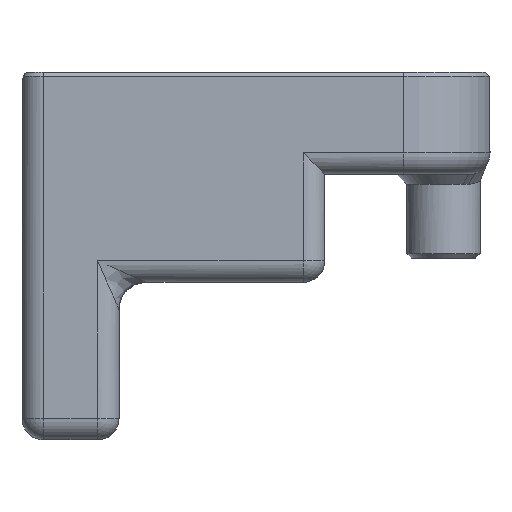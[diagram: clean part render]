
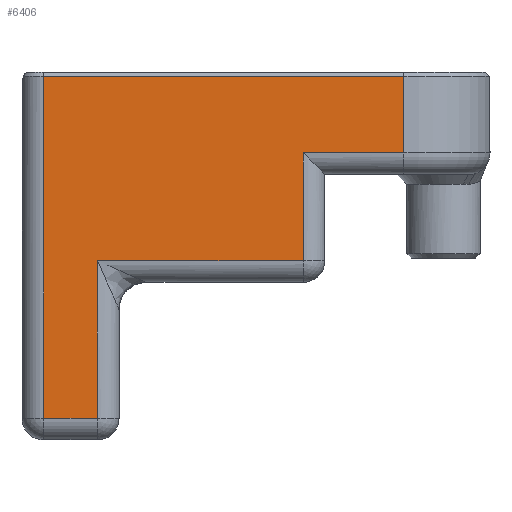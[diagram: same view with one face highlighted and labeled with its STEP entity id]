
A CAD part, left-side view. The second image highlights one B-rep face of the part: STEP entity #6406.
In plain terms, the highlighted planar face has unit normal (-1, 0, 0).
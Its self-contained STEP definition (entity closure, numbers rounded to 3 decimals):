
#522=PLANE('',#6879);
#851=FACE_OUTER_BOUND('',#1252,.T.);
#1252=EDGE_LOOP('',(#5574,#5575,#5576,#5577,#5578,#5579,#5580,#5581));
#1718=LINE('',#13567,#2277);
#1765=LINE('',#14438,#2324);
#1767=LINE('',#14445,#2326);
#1780=LINE('',#14494,#2339);
#1783=LINE('',#14505,#2342);
#1784=LINE('',#14507,#2343);
#1785=LINE('',#14508,#2344);
#1786=LINE('',#14509,#2345);
#2277=VECTOR('',#7933,10.);
#2324=VECTOR('',#8118,10.);
#2326=VECTOR('',#8126,10.);
#2339=VECTOR('',#8165,10.);
#2342=VECTOR('',#8180,10.);
#2343=VECTOR('',#8181,8.);
#2344=VECTOR('',#8182,10.);
#2345=VECTOR('',#8183,10.);
#3079=VERTEX_POINT('',#13561);
#3080=VERTEX_POINT('',#13565);
#3145=VERTEX_POINT('',#14383);
#3151=VERTEX_POINT('',#14437);
#3153=VERTEX_POINT('',#14443);
#3166=VERTEX_POINT('',#14492);
#3168=VERTEX_POINT('',#14504);
#3169=VERTEX_POINT('',#14506);
#3871=EDGE_CURVE('',#3080,#3079,#1718,.T.);
#3981=EDGE_CURVE('',#3145,#3151,#1765,.T.);
#3985=EDGE_CURVE('',#3153,#3145,#1767,.T.);
#4005=EDGE_CURVE('',#3166,#3153,#1780,.T.);
#4010=EDGE_CURVE('',#3168,#3166,#1783,.T.);
#4011=EDGE_CURVE('',#3168,#3169,#1784,.T.);
#4012=EDGE_CURVE('',#3079,#3169,#1785,.T.);
#4013=EDGE_CURVE('',#3151,#3080,#1786,.T.);
#5574=ORIENTED_EDGE('',*,*,#3985,.F.);
#5575=ORIENTED_EDGE('',*,*,#4005,.F.);
#5576=ORIENTED_EDGE('',*,*,#4010,.F.);
#5577=ORIENTED_EDGE('',*,*,#4011,.T.);
#5578=ORIENTED_EDGE('',*,*,#4012,.F.);
#5579=ORIENTED_EDGE('',*,*,#3871,.F.);
#5580=ORIENTED_EDGE('',*,*,#4013,.F.);
#5581=ORIENTED_EDGE('',*,*,#3981,.F.);
#6406=ADVANCED_FACE('',(#851),#522,.T.);
#6879=AXIS2_PLACEMENT_3D('',#14503,#8178,#8179);
#7933=DIRECTION('',(0.,0.,1.));
#8118=DIRECTION('',(0.,0.,-1.));
#8126=DIRECTION('',(0.,1.,0.));
#8165=DIRECTION('',(0.,0.,-1.));
#8178=DIRECTION('center_axis',(-1.,0.,0.));
#8179=DIRECTION('ref_axis',(0.,0.,1.));
#8180=DIRECTION('',(0.,1.,0.));
#8181=DIRECTION('',(0.,0.,1.));
#8182=DIRECTION('',(0.,-1.,0.));
#8183=DIRECTION('',(0.,1.,0.));
#13561=CARTESIAN_POINT('',(-79.994,33.437,86.374));
#13565=CARTESIAN_POINT('',(-79.994,33.437,54.65));
#13567=CARTESIAN_POINT('',(-79.994,33.437,82.024));
#14383=CARTESIAN_POINT('',(-79.994,28.437,69.274));
#14437=CARTESIAN_POINT('',(-79.994,28.437,54.65));
#14438=CARTESIAN_POINT('',(-79.994,28.437,64.962));
#14443=CARTESIAN_POINT('',(-79.994,9.329,69.274));
#14445=CARTESIAN_POINT('',(-79.994,-21.644,69.274));
#14492=CARTESIAN_POINT('',(-79.994,9.329,79.274));
#14494=CARTESIAN_POINT('',(-79.994,9.329,77.274));
#14503=CARTESIAN_POINT('Origin',(-79.994,1.329,77.274));
#14504=CARTESIAN_POINT('',(-79.994,0.014,79.274));
#14505=CARTESIAN_POINT('',(-79.994,-26.921,79.274));
#14506=CARTESIAN_POINT('',(-79.994,0.014,86.374));
#14507=CARTESIAN_POINT('',(-79.994,0.014,77.681));
#14508=CARTESIAN_POINT('',(-79.994,-26.921,86.374));
#14509=CARTESIAN_POINT('',(-79.994,18.383,54.65));
